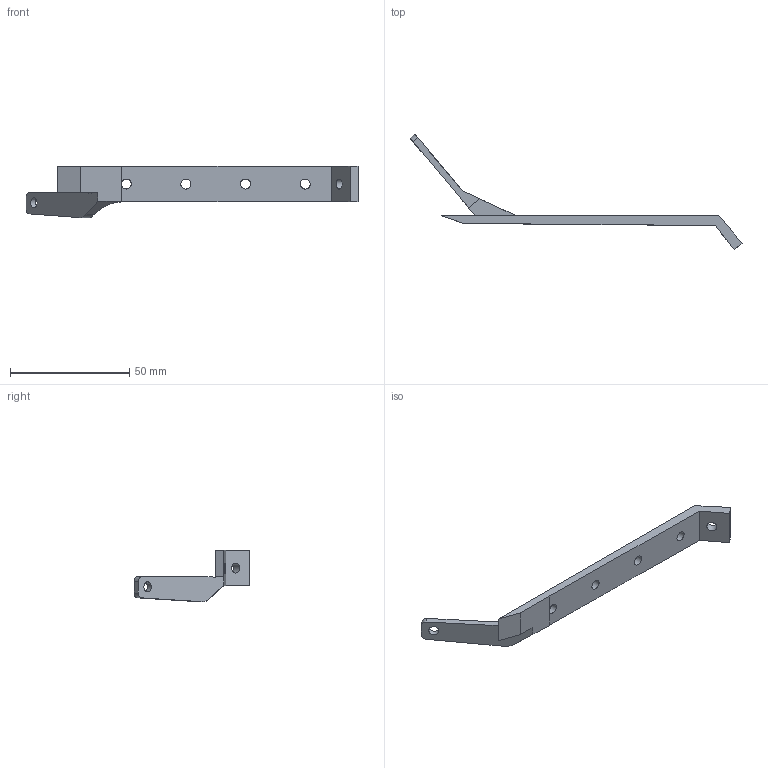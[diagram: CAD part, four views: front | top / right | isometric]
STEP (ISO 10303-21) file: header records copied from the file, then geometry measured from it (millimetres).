
FILE_DESCRIPTION(/* description */ (''),/* implementation_level */ '2;1');
FILE_NAME(/* name */ '',/* time_stamp */ '2026-01-16T17:55:13+03:00',/* author */ ('Phantom'),/* organization */ (''),/* preprocessor_version */ 'ST-DEVELOPER v20.1',/* originating_system */ 'Autodesk Inventor 2026',/* authorisation */ '');
FILE_SCHEMA (('AUTOMOTIVE_DESIGN { 1 0 10303 214 3 1 1 }'));
Length unit declared in the file: millimetre
Products named in the file (1): для жгутов4
Bounding box: 139.14 x 48.51 x 21.67 mm (x, y, z)
Volume: 7950.3 mm3; surface area: 6099.2 mm2
Topology: 1 solids, 1 shells, 28 faces, 87 edges, 76 vertices
Faces by surface type: plane 18, cylinder 10
Full cylindrical faces by diameter (mm): 4.2 x6
Entity records: 1055 total; most frequent: CARTESIAN_POINT 186, ORIENTED_EDGE 162, DIRECTION 162, EDGE_CURVE 81, LINE 58, VECTOR 58, VERTEX_POINT 54, AXIS2_PLACEMENT_3D 52
